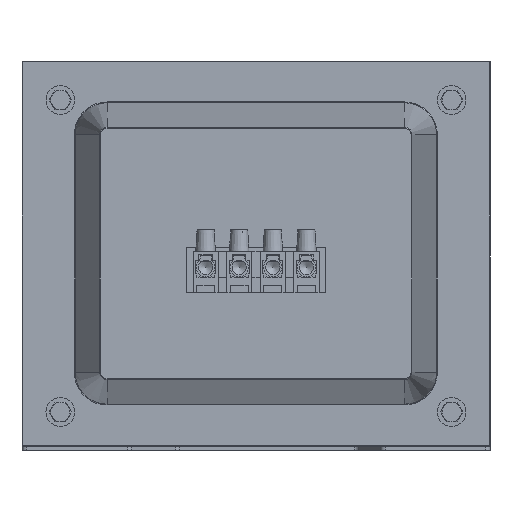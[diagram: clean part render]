
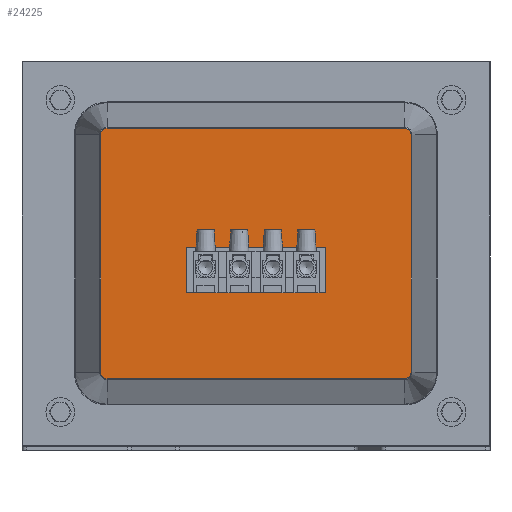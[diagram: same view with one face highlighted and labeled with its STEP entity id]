
A CAD part, front view. The second image highlights one B-rep face of the part: STEP entity #24225.
In plain terms, the highlighted face is planar.
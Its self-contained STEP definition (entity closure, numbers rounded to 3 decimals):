
#1031=FACE_BOUND('',#3751,.T.);
#1280=PLANE('',#26295);
#2334=FACE_OUTER_BOUND('',#3750,.T.);
#3750=EDGE_LOOP('',(#17489,#17490,#17491,#17492,#17493,#17494,#17495,#17496));
#3751=EDGE_LOOP('',(#17497,#17498,#17499,#17500));
#5359=LINE('',#34561,#8011);
#5363=LINE('',#34569,#8015);
#5366=LINE('',#34575,#8018);
#5369=LINE('',#34580,#8021);
#5391=LINE('',#34660,#8043);
#5393=LINE('',#34680,#8045);
#5396=LINE('',#34687,#8048);
#5398=LINE('',#34702,#8050);
#8011=VECTOR('',#28385,10.);
#8015=VECTOR('',#28391,10.);
#8018=VECTOR('',#28396,10.);
#8021=VECTOR('',#28401,10.);
#8043=VECTOR('',#28485,10.);
#8045=VECTOR('',#28509,10.);
#8048=VECTOR('',#28516,10.);
#8050=VECTOR('',#28536,10.);
#10627=CIRCLE('',#26270,2.728);
#10631=CIRCLE('',#26275,2.728);
#10635=CIRCLE('',#26282,2.728);
#10639=CIRCLE('',#26287,2.728);
#11156=VERTEX_POINT('',#34559);
#11157=VERTEX_POINT('',#34560);
#11160=VERTEX_POINT('',#34568);
#11162=VERTEX_POINT('',#34574);
#11189=VERTEX_POINT('',#34657);
#11190=VERTEX_POINT('',#34659);
#11193=VERTEX_POINT('',#34666);
#11194=VERTEX_POINT('',#34671);
#11197=VERTEX_POINT('',#34678);
#11198=VERTEX_POINT('',#34683);
#11201=VERTEX_POINT('',#34690);
#11202=VERTEX_POINT('',#34695);
#13570=EDGE_CURVE('',#11156,#11157,#5359,.T.);
#13574=EDGE_CURVE('',#11160,#11156,#5363,.T.);
#13577=EDGE_CURVE('',#11162,#11160,#5366,.T.);
#13580=EDGE_CURVE('',#11157,#11162,#5369,.T.);
#13619=EDGE_CURVE('',#11189,#11190,#5391,.T.);
#13623=EDGE_CURVE('',#11193,#11189,#10627,.T.);
#13627=EDGE_CURVE('',#11190,#11194,#10631,.T.);
#13629=EDGE_CURVE('',#11197,#11193,#5393,.T.);
#13633=EDGE_CURVE('',#11194,#11198,#5396,.T.);
#13635=EDGE_CURVE('',#11201,#11197,#10635,.T.);
#13639=EDGE_CURVE('',#11198,#11202,#10639,.T.);
#13641=EDGE_CURVE('',#11202,#11201,#5398,.T.);
#17489=ORIENTED_EDGE('',*,*,#13619,.F.);
#17490=ORIENTED_EDGE('',*,*,#13623,.F.);
#17491=ORIENTED_EDGE('',*,*,#13629,.F.);
#17492=ORIENTED_EDGE('',*,*,#13635,.F.);
#17493=ORIENTED_EDGE('',*,*,#13641,.F.);
#17494=ORIENTED_EDGE('',*,*,#13639,.F.);
#17495=ORIENTED_EDGE('',*,*,#13633,.F.);
#17496=ORIENTED_EDGE('',*,*,#13627,.F.);
#17497=ORIENTED_EDGE('',*,*,#13570,.T.);
#17498=ORIENTED_EDGE('',*,*,#13580,.T.);
#17499=ORIENTED_EDGE('',*,*,#13577,.T.);
#17500=ORIENTED_EDGE('',*,*,#13574,.T.);
#24225=ADVANCED_FACE('',(#2334,#1031),#1280,.T.);
#26270=AXIS2_PLACEMENT_3D('',#34668,#28493,#28494);
#26275=AXIS2_PLACEMENT_3D('',#34675,#28503,#28504);
#26282=AXIS2_PLACEMENT_3D('',#34692,#28521,#28522);
#26287=AXIS2_PLACEMENT_3D('',#34699,#28531,#28532);
#26295=AXIS2_PLACEMENT_3D('',#34721,#28556,#28557);
#28385=DIRECTION('',(0.,0.,-1.));
#28391=DIRECTION('',(-1.,0.,0.));
#28396=DIRECTION('',(0.,0.,1.));
#28401=DIRECTION('',(1.,0.,0.));
#28485=DIRECTION('',(1.,0.,0.));
#28493=DIRECTION('center_axis',(0.,-1.,0.));
#28494=DIRECTION('ref_axis',(-0.707,0.,-0.707));
#28503=DIRECTION('center_axis',(0.,-1.,0.));
#28504=DIRECTION('ref_axis',(0.707,0.,-0.707));
#28509=DIRECTION('',(0.,0.,-1.));
#28516=DIRECTION('',(0.,0.,1.));
#28521=DIRECTION('center_axis',(0.,-1.,0.));
#28522=DIRECTION('ref_axis',(-0.707,0.,0.707));
#28531=DIRECTION('center_axis',(0.,-1.,0.));
#28532=DIRECTION('ref_axis',(0.707,0.,0.707));
#28536=DIRECTION('',(-1.,0.,0.));
#28556=DIRECTION('center_axis',(0.,1.,0.));
#28557=DIRECTION('ref_axis',(0.,0.,1.));
#34559=CARTESIAN_POINT('',(-84.613,60.,126.5));
#34560=CARTESIAN_POINT('',(-84.613,60.,68.5));
#34561=CARTESIAN_POINT('',(-84.613,60.,112.04));
#34568=CARTESIAN_POINT('',(-65.613,60.,126.5));
#34569=CARTESIAN_POINT('',(-73.835,60.,126.5));
#34574=CARTESIAN_POINT('',(-65.613,60.,68.5));
#34575=CARTESIAN_POINT('',(-65.613,60.,83.04));
#34580=CARTESIAN_POINT('',(-83.335,60.,68.5));
#34657=CARTESIAN_POINT('',(-131.51,60.,32.901));
#34659=CARTESIAN_POINT('',(-32.606,60.,32.901));
#34660=CARTESIAN_POINT('',(-57.332,60.,32.901));
#34666=CARTESIAN_POINT('',(-134.238,60.,35.629));
#34668=CARTESIAN_POINT('Origin',(-131.51,60.,35.629));
#34671=CARTESIAN_POINT('',(-29.877,60.,35.629));
#34675=CARTESIAN_POINT('Origin',(-32.606,60.,35.629));
#34678=CARTESIAN_POINT('',(-134.238,60.,159.533));
#34680=CARTESIAN_POINT('',(-134.238,60.,66.605));
#34683=CARTESIAN_POINT('',(-29.877,60.,159.533));
#34687=CARTESIAN_POINT('',(-29.877,60.,128.557));
#34690=CARTESIAN_POINT('',(-131.51,60.,162.261));
#34692=CARTESIAN_POINT('Origin',(-131.51,60.,159.533));
#34695=CARTESIAN_POINT('',(-32.606,60.,162.261));
#34699=CARTESIAN_POINT('Origin',(-32.606,60.,159.533));
#34702=CARTESIAN_POINT('',(-106.784,60.,162.261));
#34721=CARTESIAN_POINT('Origin',(-82.058,60.,97.581));
